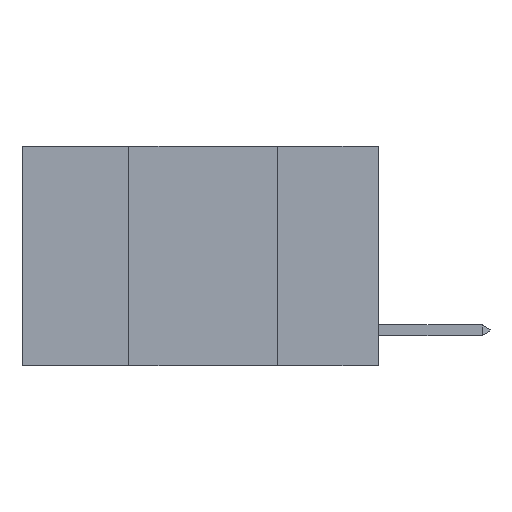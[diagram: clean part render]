
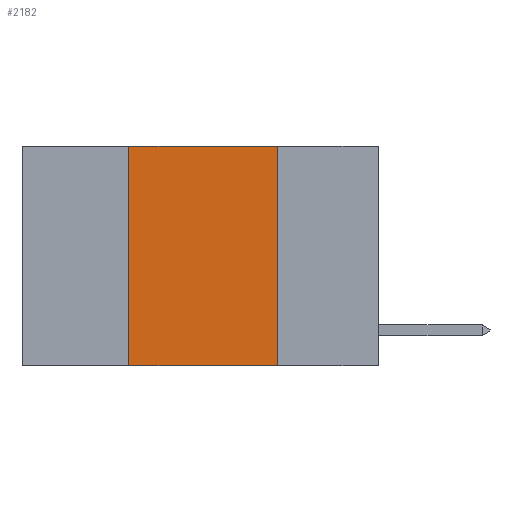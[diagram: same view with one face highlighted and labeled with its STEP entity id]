
A CAD part, left-side view. The second image highlights one B-rep face of the part: STEP entity #2182.
In plain terms, the highlighted planar face has unit normal (-1, 0, 0).
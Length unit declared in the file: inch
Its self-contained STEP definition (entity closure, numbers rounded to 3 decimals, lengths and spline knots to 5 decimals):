
#23 = LINE ( 'NONE', #17194, #1182 ) ;
#1182 = VECTOR ( 'NONE', #7963, 39.37008 ) ;
#1442 = FACE_OUTER_BOUND ( 'NONE', #8997, .T. ) ;
#1694 = EDGE_CURVE ( 'NONE', #8887, #19942, #23, .T. ) ;
#2182 = ADVANCED_FACE ( 'NONE', ( #1442 ), #13951, .F. ) ;
#2443 = VECTOR ( 'NONE', #9172, 39.37008 ) ;
#3178 = DIRECTION ( 'NONE',  ( 0., 0., -1. ) ) ;
#4146 = LINE ( 'NONE', #8691, #7264 ) ;
#5045 = CARTESIAN_POINT ( 'NONE',  ( 0., 0.17, 0. ) ) ;
#6095 = DIRECTION ( 'NONE',  ( 1., 0., 0. ) ) ;
#6377 = VECTOR ( 'NONE', #11359, 39.37008 ) ;
#6478 = CARTESIAN_POINT ( 'NONE',  ( 0., 0.42, 0. ) ) ;
#6502 = ORIENTED_EDGE ( 'NONE', *, *, #12715, .F. ) ;
#7098 = ORIENTED_EDGE ( 'NONE', *, *, #14007, .F. ) ;
#7226 = VERTEX_POINT ( 'NONE', #11357 ) ;
#7264 = VECTOR ( 'NONE', #7353, 39.37008 ) ;
#7353 = DIRECTION ( 'NONE',  ( 0., -1., 0. ) ) ;
#7850 = VERTEX_POINT ( 'NONE', #18276 ) ;
#7963 = DIRECTION ( 'NONE',  ( 0., -1., 0. ) ) ;
#8452 = ORIENTED_EDGE ( 'NONE', *, *, #1694, .F. ) ;
#8691 = CARTESIAN_POINT ( 'NONE',  ( 0., 0.6, -0.37 ) ) ;
#8887 = VERTEX_POINT ( 'NONE', #6478 ) ;
#8997 = EDGE_LOOP ( 'NONE', ( #6502, #8452, #7098, #17139 ) ) ;
#9172 = DIRECTION ( 'NONE',  ( 0., 0., 1. ) ) ;
#10837 = CARTESIAN_POINT ( 'NONE',  ( 0., 0.42, 0. ) ) ;
#11357 = CARTESIAN_POINT ( 'NONE',  ( 0., 0.17, -0.37 ) ) ;
#11359 = DIRECTION ( 'NONE',  ( 0., 0., -1. ) ) ;
#11665 = AXIS2_PLACEMENT_3D ( 'NONE', #17375, #6095, #3178 ) ;
#12715 = EDGE_CURVE ( 'NONE', #19942, #7226, #19229, .T. ) ;
#13951 = PLANE ( 'NONE',  #11665 ) ;
#14007 = EDGE_CURVE ( 'NONE', #7850, #8887, #15179, .T. ) ;
#15179 = LINE ( 'NONE', #10837, #2443 ) ;
#16523 = EDGE_CURVE ( 'NONE', #7850, #7226, #4146, .T. ) ;
#16866 = CARTESIAN_POINT ( 'NONE',  ( 0., 0.17, 0. ) ) ;
#17139 = ORIENTED_EDGE ( 'NONE', *, *, #16523, .T. ) ;
#17194 = CARTESIAN_POINT ( 'NONE',  ( 0., 0.6, 0. ) ) ;
#17375 = CARTESIAN_POINT ( 'NONE',  ( 0., 0.6, 0. ) ) ;
#18276 = CARTESIAN_POINT ( 'NONE',  ( 0., 0.42, -0.37 ) ) ;
#19229 = LINE ( 'NONE', #5045, #6377 ) ;
#19942 = VERTEX_POINT ( 'NONE', #16866 ) ;
